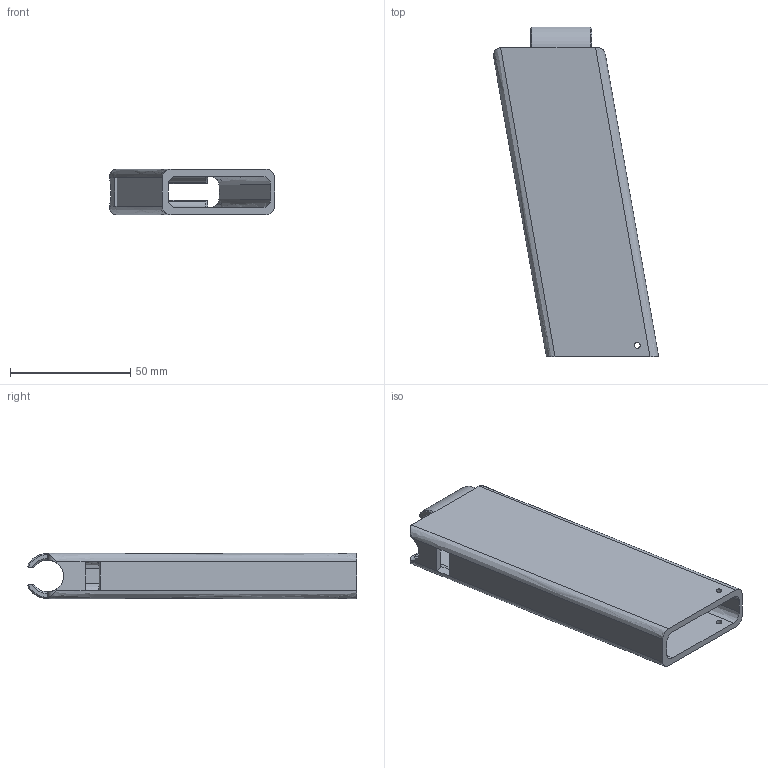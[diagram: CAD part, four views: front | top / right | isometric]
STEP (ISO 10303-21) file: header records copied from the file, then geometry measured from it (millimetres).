
FILE_DESCRIPTION(/* description */ (''),/* implementation_level */ '2;1');
FILE_NAME(/* name */ 'MAG_BODY_9_UNDERSIZE[1.1].step',/* time_stamp */ '2021-03-01T08:37:07-05:00',/* author */ (''),/* organization */ (''),/* preprocessor_version */ 'ST-DEVELOPER v18.1',/* originating_system */ 'Autodesk Translation Framework v9.7.0.1280',/* authorisation */ '');
FILE_SCHEMA (('AUTOMOTIVE_DESIGN { 1 0 10303 214 3 1 1 }'));
Length unit declared in the file: inch
Products named in the file (2): MAG_BODY_9_UNDERSIZE[1.1]; Component3
Assembly tree (1 placements, depth 2):
  MAG_BODY_9_UNDERSIZE[1.1]
    Component3
Bounding box: 68.81 x 137.12 x 18.9 mm (x, y, z)
Volume: 41671.1 mm3; surface area: 31118.5 mm2
Topology: 1 solids, 1 shells, 81 faces, 222 edges, 138 vertices
Faces by surface type: plane 33, bspline 28, cylinder 12, cone 8
Full cylindrical faces by diameter (mm): 2.381 x2
Entity records: 3059 total; most frequent: CARTESIAN_POINT 1173, ORIENTED_EDGE 440, DIRECTION 298, EDGE_CURVE 220, VERTEX_POINT 138, LINE 104, VECTOR 104, AXIS2_PLACEMENT_3D 97
